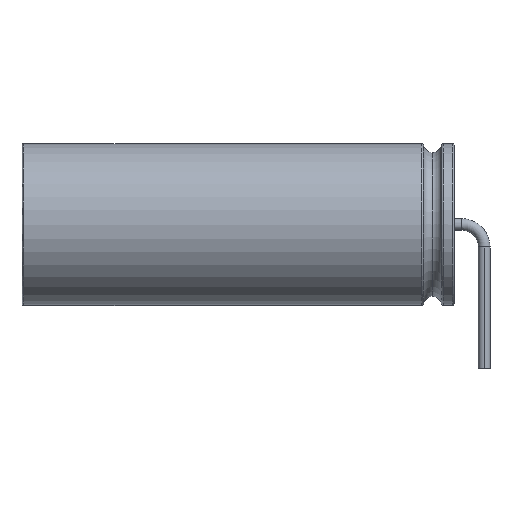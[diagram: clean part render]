
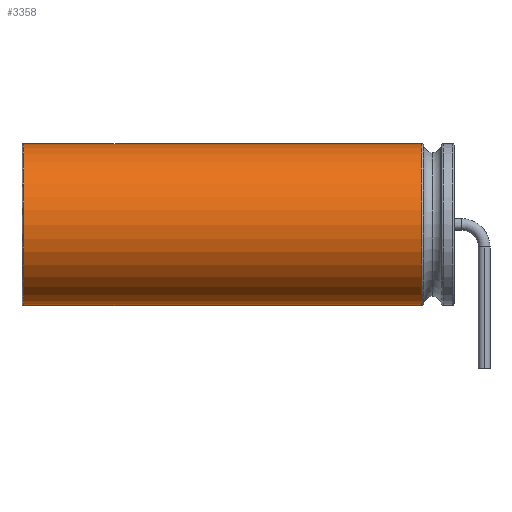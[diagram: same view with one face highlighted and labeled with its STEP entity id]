
A CAD part, left-side view. The second image highlights one B-rep face of the part: STEP entity #3358.
In plain terms, the highlighted cylindrical face has radius 4.5 mm (diameter 9 mm), a partial arc.
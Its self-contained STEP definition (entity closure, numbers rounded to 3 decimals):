
#121 = CIRCLE ( 'NONE', #4436, 4.5 ) ;
#533 = DIRECTION ( 'NONE',  ( 0., 0., -1. ) ) ;
#728 = DIRECTION ( 'NONE',  ( 0., 0., 1. ) ) ;
#777 = CARTESIAN_POINT ( 'NONE',  ( -4., 23.9, -4.5 ) ) ;
#906 = DIRECTION ( 'NONE',  ( 0., 0., 1. ) ) ;
#1301 = CIRCLE ( 'NONE', #4419, 4.5 ) ;
#1321 = DIRECTION ( 'NONE',  ( 0., -1., 0. ) ) ;
#1439 = CARTESIAN_POINT ( 'NONE',  ( -4., 23.9, 4.5 ) ) ;
#1668 = DIRECTION ( 'NONE',  ( 0., -1., 0. ) ) ;
#2027 = CARTESIAN_POINT ( 'NONE',  ( -4., 1.796, 0. ) ) ;
#2097 = FACE_OUTER_BOUND ( 'NONE', #4597, .T. ) ;
#2564 = ORIENTED_EDGE ( 'NONE', *, *, #4094, .F. ) ;
#3358 = ADVANCED_FACE ( 'NONE', ( #2097 ), #4650, .T. ) ;
#3546 = VERTEX_POINT ( 'NONE', #777 ) ;
#3828 = EDGE_CURVE ( 'NONE', #3546, #6448, #4841, .T. ) ;
#3853 = CARTESIAN_POINT ( 'NONE',  ( -4., 24., 4.5 ) ) ;
#3879 = EDGE_CURVE ( 'NONE', #5393, #3546, #1301, .T. ) ;
#4094 = EDGE_CURVE ( 'NONE', #5393, #6658, #5046, .T. ) ;
#4128 = DIRECTION ( 'NONE',  ( 0., -1., 0. ) ) ;
#4151 = DIRECTION ( 'NONE',  ( 0., 1., 0. ) ) ;
#4419 = AXIS2_PLACEMENT_3D ( 'NONE', #6593, #1321, #728 ) ;
#4436 = AXIS2_PLACEMENT_3D ( 'NONE', #2027, #4151, #906 ) ;
#4597 = EDGE_LOOP ( 'NONE', ( #5855, #4938, #2564, #5780 ) ) ;
#4650 = CYLINDRICAL_SURFACE ( 'NONE', #6121, 4.5 ) ;
#4841 = LINE ( 'NONE', #6425, #5958 ) ;
#4938 = ORIENTED_EDGE ( 'NONE', *, *, #5075, .T. ) ;
#5046 = LINE ( 'NONE', #3853, #6183 ) ;
#5075 = EDGE_CURVE ( 'NONE', #6448, #6658, #121, .T. ) ;
#5110 = CARTESIAN_POINT ( 'NONE',  ( -4., 1.796, -4.5 ) ) ;
#5393 = VERTEX_POINT ( 'NONE', #1439 ) ;
#5780 = ORIENTED_EDGE ( 'NONE', *, *, #3879, .T. ) ;
#5855 = ORIENTED_EDGE ( 'NONE', *, *, #3828, .T. ) ;
#5958 = VECTOR ( 'NONE', #1668, 1000. ) ;
#6024 = DIRECTION ( 'NONE',  ( 0., -1., 0. ) ) ;
#6112 = CARTESIAN_POINT ( 'NONE',  ( -4., 1.796, 4.5 ) ) ;
#6121 = AXIS2_PLACEMENT_3D ( 'NONE', #6755, #4128, #533 ) ;
#6183 = VECTOR ( 'NONE', #6024, 1000. ) ;
#6425 = CARTESIAN_POINT ( 'NONE',  ( -4., 24., -4.5 ) ) ;
#6448 = VERTEX_POINT ( 'NONE', #5110 ) ;
#6593 = CARTESIAN_POINT ( 'NONE',  ( -4., 23.9, 0. ) ) ;
#6658 = VERTEX_POINT ( 'NONE', #6112 ) ;
#6755 = CARTESIAN_POINT ( 'NONE',  ( -4., 24., 0. ) ) ;
